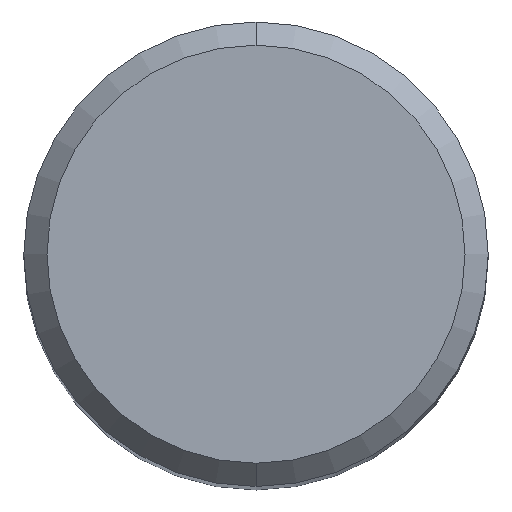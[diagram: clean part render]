
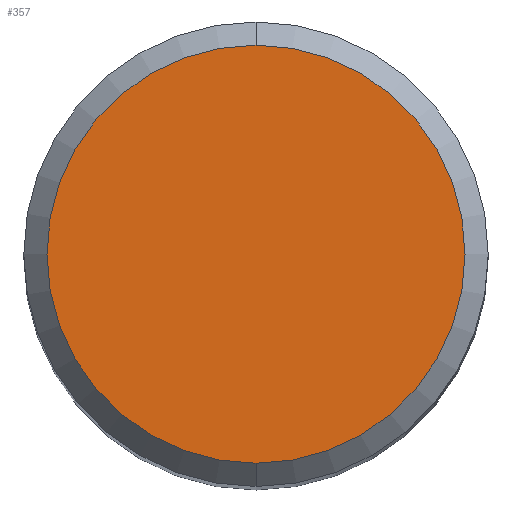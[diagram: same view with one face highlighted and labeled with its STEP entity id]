
A CAD part, top view. The second image highlights one B-rep face of the part: STEP entity #357.
In plain terms, the highlighted planar face has unit normal (0, 0, 1).
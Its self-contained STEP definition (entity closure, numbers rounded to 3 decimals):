
#177=VERTEX_POINT('',#484);
#193=EDGE_CURVE('',#253,#177,#502,.T.);
#253=VERTEX_POINT('',#566);
#301=EDGE_CURVE('',#177,#253,#618,.T.);
#357=ADVANCED_FACE('',(#678),#679,.T.);
#484=CARTESIAN_POINT('',(0.,-4.5,0.));
#502=CIRCLE('',#850,4.5);
#566=CARTESIAN_POINT('',(0.0,4.5,0.));
#618=CIRCLE('',#1131,4.5);
#678=FACE_OUTER_BOUND('',#1216,.T.);
#679=PLANE('',#1217);
#850=AXIS2_PLACEMENT_3D('',#1504,#1505,#1506);
#1131=AXIS2_PLACEMENT_3D('',#1614,#1615,#1616);
#1216=EDGE_LOOP('',(#1676,#1677));
#1217=AXIS2_PLACEMENT_3D('',#1678,#1679,#1680);
#1504=CARTESIAN_POINT('',(0.0,0.0,0.));
#1505=DIRECTION('',(0.0,0.0,-1.0));
#1506=DIRECTION('',(0.0,1.0,0.0));
#1614=CARTESIAN_POINT('',(0.0,0.0,0.));
#1615=DIRECTION('',(0.0,0.0,-1.0));
#1616=DIRECTION('',(0.0,1.0,0.0));
#1676=ORIENTED_EDGE('',*,*,#193,.F.);
#1677=ORIENTED_EDGE('',*,*,#301,.F.);
#1678=CARTESIAN_POINT('',(0.0,2.25,0.));
#1679=DIRECTION('',(-0.0,0.0,1.0));
#1680=DIRECTION('',(0.0,-1.0,0.0));
